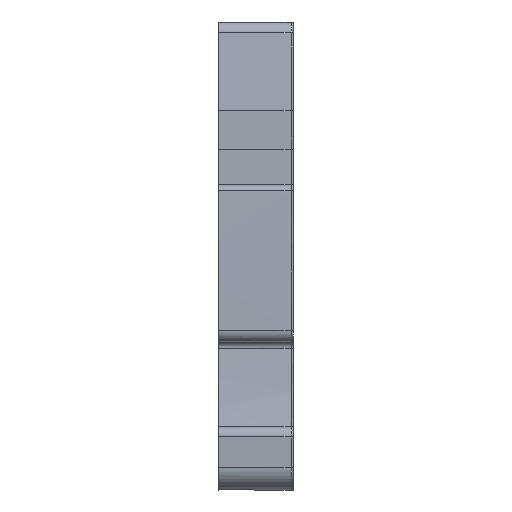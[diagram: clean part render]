
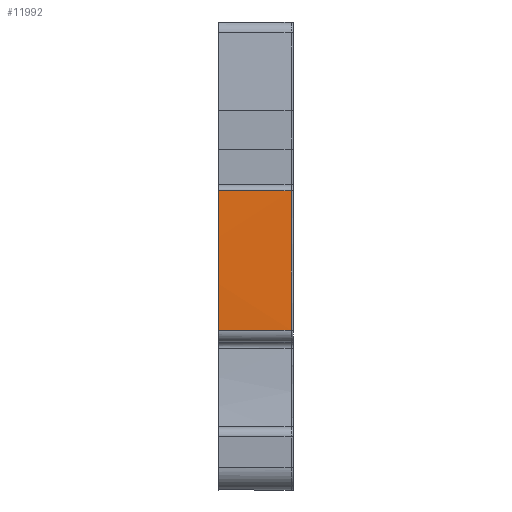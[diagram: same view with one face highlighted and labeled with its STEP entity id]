
A CAD part, front view. The second image highlights one B-rep face of the part: STEP entity #11992.
In plain terms, the highlighted cylindrical face has radius 198.503 mm (diameter 397.006 mm), a partial arc.
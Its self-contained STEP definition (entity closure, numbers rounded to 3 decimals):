
#7750=AXIS2_PLACEMENT_3D('Circle Axis2P3D',#7748,#7749,$) ;
#11978=AXIS2_PLACEMENT_3D('Cylinder Axis2P3D',#11975,#11976,#11977) ;
#4920=CARTESIAN_POINT('Vertex',(6.1,1.665,25.2)) ;
#4924=CARTESIAN_POINT('Control Point',(6.1,1.53,13.45)) ;
#4925=CARTESIAN_POINT('Control Point',(6.1,1.487,15.8)) ;
#4926=CARTESIAN_POINT('Control Point',(6.1,1.48,18.15)) ;
#4927=CARTESIAN_POINT('Control Point',(6.1,1.507,20.502)) ;
#4928=CARTESIAN_POINT('Control Point',(6.1,1.569,22.852)) ;
#4929=CARTESIAN_POINT('Control Point',(6.1,1.665,25.2)) ;
#4930=CARTESIAN_POINT('Vertex',(6.1,1.53,13.45)) ;
#4933=CARTESIAN_POINT('Line Origine',(6.1,1.53,13.441)) ;
#4937=CARTESIAN_POINT('Vertex',(6.1,1.53,13.432)) ;
#7745=CARTESIAN_POINT('Vertex',(0.,1.53,13.432)) ;
#7748=CARTESIAN_POINT('Axis2P3D Location',(0.,200.,17.041)) ;
#7752=CARTESIAN_POINT('Vertex',(0.,1.665,25.2)) ;
#11963=CARTESIAN_POINT('Line Origine',(3.05,1.665,25.2)) ;
#11975=CARTESIAN_POINT('Axis2P3D Location',(0.025,200.,17.041)) ;
#11980=CARTESIAN_POINT('Line Origine',(0.025,1.53,13.432)) ;
#4934=DIRECTION('Vector Direction',(0.,-0.018,1.)) ;
#7749=DIRECTION('Axis2P3D Direction',(-1.,0.,0.)) ;
#11964=DIRECTION('Vector Direction',(-1.,0.,0.)) ;
#11976=DIRECTION('Axis2P3D Direction',(-1.,0.,0.)) ;
#11977=DIRECTION('Axis2P3D XDirection',(0.,-1.,-0.018)) ;
#11981=DIRECTION('Vector Direction',(-1.,0.,0.)) ;
#4935=VECTOR('Line Direction',#4934,1.) ;
#11965=VECTOR('Line Direction',#11964,1.) ;
#11982=VECTOR('Line Direction',#11981,1.) ;
#11986=ORIENTED_EDGE('',*,*,#11984,.T.) ;
#11987=ORIENTED_EDGE('',*,*,#4939,.F.) ;
#11988=ORIENTED_EDGE('',*,*,#4932,.F.) ;
#11989=ORIENTED_EDGE('',*,*,#11967,.T.) ;
#11990=ORIENTED_EDGE('',*,*,#7754,.F.) ;
#11992=ADVANCED_FACE('MLD',(#11991),#11979,.T.) ;
#4923=B_SPLINE_CURVE_WITH_KNOTS('',5,(#4924,#4925,#4926,#4927,#4928,#4929),.UNSPECIFIED.,.F.,.U.,(6,6),(0.,16.62),.UNSPECIFIED.) ;
#7751=CIRCLE('generated circle',#7750,198.503) ;
#11979=CYLINDRICAL_SURFACE('generated cylinder',#11978,198.503) ;
#4932=EDGE_CURVE('',#4921,#4931,#4923,.F.) ;
#4939=EDGE_CURVE('',#4931,#4938,#4936,.F.) ;
#7754=EDGE_CURVE('',#7746,#7753,#7751,.T.) ;
#11967=EDGE_CURVE('',#4921,#7753,#11966,.T.) ;
#11984=EDGE_CURVE('',#7746,#4938,#11983,.F.) ;
#11985=EDGE_LOOP('',(#11986,#11987,#11988,#11989,#11990)) ;
#11991=FACE_OUTER_BOUND('',#11985,.T.) ;
#4936=LINE('Line',#4933,#4935) ;
#11966=LINE('Line',#11963,#11965) ;
#11983=LINE('Line',#11980,#11982) ;
#4921=VERTEX_POINT('',#4920) ;
#4931=VERTEX_POINT('',#4930) ;
#4938=VERTEX_POINT('',#4937) ;
#7746=VERTEX_POINT('',#7745) ;
#7753=VERTEX_POINT('',#7752) ;
